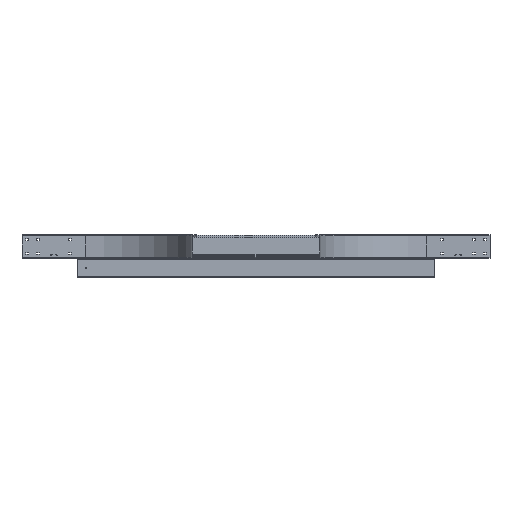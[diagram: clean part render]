
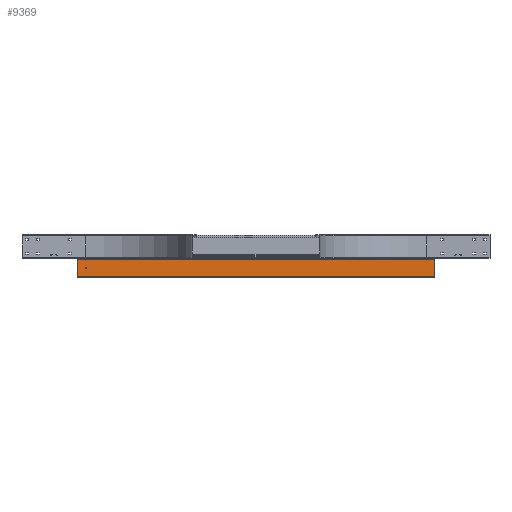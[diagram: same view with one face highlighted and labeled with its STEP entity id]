
A CAD part, top view. The second image highlights one B-rep face of the part: STEP entity #9369.
In plain terms, the highlighted face is planar.
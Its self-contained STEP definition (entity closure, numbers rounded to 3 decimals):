
#8845=DIRECTION('',(0.,0.,-1.));
#8846=VECTOR('',#8845,81.);
#8847=CARTESIAN_POINT('',(0.,0.,40.5));
#8848=LINE('',#8847,#8846);
#8874=DIRECTION('',(-1.,0.,0.));
#8875=VECTOR('',#8874,1680.);
#8876=CARTESIAN_POINT('',(1680.,0.,40.5));
#8877=LINE('',#8876,#8875);
#8882=DIRECTION('',(0.,0.,-1.));
#8883=VECTOR('',#8882,81.);
#8884=CARTESIAN_POINT('',(1680.,0.,40.5));
#8885=LINE('',#8884,#8883);
#8886=CARTESIAN_POINT('',(40.,0.,0.));
#8887=DIRECTION('',(0.,-1.,0.));
#8888=DIRECTION('',(0.,0.,-1.));
#8889=AXIS2_PLACEMENT_3D('',#8886,#8887,#8888);
#8891=CARTESIAN_POINT('',(40.,0.,0.));
#8892=DIRECTION('',(0.,-1.,0.));
#8893=DIRECTION('',(0.,0.,1.));
#8894=AXIS2_PLACEMENT_3D('',#8891,#8892,#8893);
#8900=DIRECTION('',(1.,0.,0.));
#8901=VECTOR('',#8900,1680.);
#8902=CARTESIAN_POINT('',(0.,0.,-40.5));
#8903=LINE('',#8902,#8901);
#9113=CARTESIAN_POINT('',(1680.,0.,40.5));
#9114=VERTEX_POINT('',#9113);
#9115=CARTESIAN_POINT('',(0.,0.,40.5));
#9116=VERTEX_POINT('',#9115);
#9117=CARTESIAN_POINT('',(1680.,0.,-40.5));
#9118=VERTEX_POINT('',#9117);
#9119=CARTESIAN_POINT('',(0.,0.,-40.5));
#9120=VERTEX_POINT('',#9119);
#9121=CARTESIAN_POINT('',(40.,0.,-3.));
#9122=CARTESIAN_POINT('',(40.,0.,3.));
#9123=VERTEX_POINT('',#9121);
#9124=VERTEX_POINT('',#9122);
#9350=CARTESIAN_POINT('',(1680.,0.,-40.5));
#9351=DIRECTION('',(0.,-1.,0.));
#9352=DIRECTION('',(0.,0.,-1.));
#9353=AXIS2_PLACEMENT_3D('',#9350,#9351,#9352);
#9354=PLANE('',#9353);
#9355=ORIENTED_EDGE('',*,*,#9298,.T.);
#9357=ORIENTED_EDGE('',*,*,#9356,.T.);
#9359=ORIENTED_EDGE('',*,*,#9358,.F.);
#9360=ORIENTED_EDGE('',*,*,#9342,.T.);
#9361=EDGE_LOOP('',(#9355,#9357,#9359,#9360));
#9362=FACE_OUTER_BOUND('',#9361,.F.);
#9364=ORIENTED_EDGE('',*,*,#9363,.F.);
#9366=ORIENTED_EDGE('',*,*,#9365,.F.);
#9367=EDGE_LOOP('',(#9364,#9366));
#9368=FACE_BOUND('',#9367,.F.);
#9369=ADVANCED_FACE('',(#9362,#9368),#9354,.F.);
#8890=CIRCLE('',#8889,3.);
#8895=CIRCLE('',#8894,3.);
#9298=EDGE_CURVE('',#9116,#9120,#8848,.T.);
#9342=EDGE_CURVE('',#9114,#9116,#8877,.T.);
#9356=EDGE_CURVE('',#9120,#9118,#8903,.T.);
#9358=EDGE_CURVE('',#9114,#9118,#8885,.T.);
#9363=EDGE_CURVE('',#9123,#9124,#8890,.T.);
#9365=EDGE_CURVE('',#9124,#9123,#8895,.T.);
